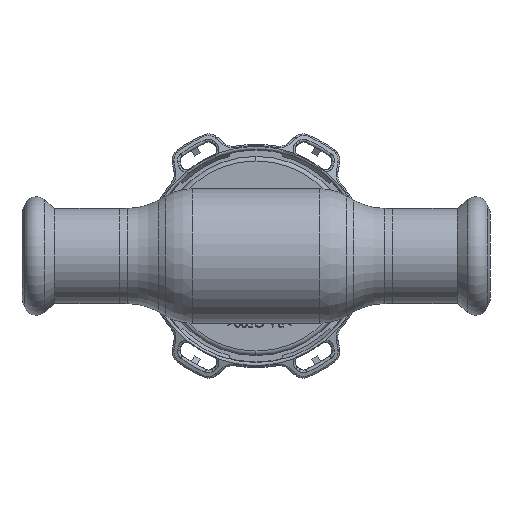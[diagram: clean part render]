
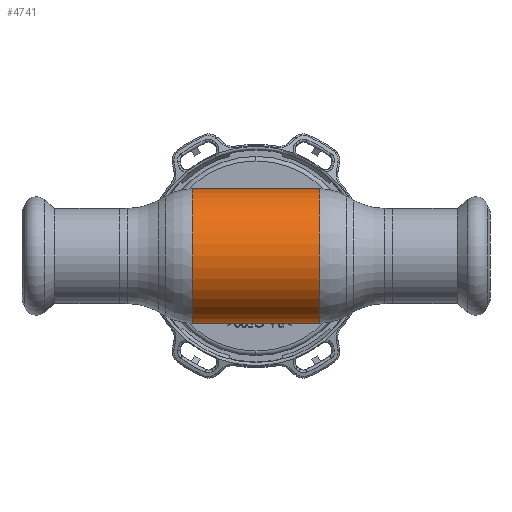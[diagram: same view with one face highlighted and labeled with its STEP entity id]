
A CAD part, front view. The second image highlights one B-rep face of the part: STEP entity #4741.
In plain terms, the highlighted cylindrical face has radius 15 mm (diameter 30 mm), a partial arc.
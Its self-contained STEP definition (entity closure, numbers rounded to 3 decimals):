
#67 = CARTESIAN_POINT ( 'NONE',  ( 14.285, 0., 0. ) ) ;
#1153 = VERTEX_POINT ( 'NONE', #17158 ) ;
#3481 = LINE ( 'NONE', #12871, #29006 ) ;
#4046 = DIRECTION ( 'NONE',  ( -1., 0., 0. ) ) ;
#4741 = ADVANCED_FACE ( 'NONE', ( #26911 ), #10728, .T. ) ;
#4776 = ORIENTED_EDGE ( 'NONE', *, *, #29848, .T. ) ;
#4806 = VERTEX_POINT ( 'NONE', #5688 ) ;
#5230 = CARTESIAN_POINT ( 'NONE',  ( -14.285, 0., 15. ) ) ;
#5688 = CARTESIAN_POINT ( 'NONE',  ( 14.285, 0., -15. ) ) ;
#6656 = DIRECTION ( 'NONE',  ( -1., 0., 0. ) ) ;
#7068 = DIRECTION ( 'NONE',  ( -1., 0., 0. ) ) ;
#7478 = CIRCLE ( 'NONE', #28441, 15. ) ;
#10728 = CYLINDRICAL_SURFACE ( 'NONE', #20809, 15. ) ;
#11174 = CIRCLE ( 'NONE', #32120, 15. ) ;
#12871 = CARTESIAN_POINT ( 'NONE',  ( -62.69, 0., -15. ) ) ;
#12960 = ORIENTED_EDGE ( 'NONE', *, *, #19982, .T. ) ;
#12973 = EDGE_CURVE ( 'NONE', #4806, #1153, #3481, .T. ) ;
#15735 = VERTEX_POINT ( 'NONE', #5230 ) ;
#15906 = CARTESIAN_POINT ( 'NONE',  ( -62.69, 0., 15. ) ) ;
#17158 = CARTESIAN_POINT ( 'NONE',  ( -14.285, 0., -15. ) ) ;
#19982 = EDGE_CURVE ( 'NONE', #4806, #25272, #7478, .T. ) ;
#20809 = AXIS2_PLACEMENT_3D ( 'NONE', #29759, #7068, #21288 ) ;
#20859 = CARTESIAN_POINT ( 'NONE',  ( -14.285, 0., 0. ) ) ;
#21288 = DIRECTION ( 'NONE',  ( 0., 0., 1. ) ) ;
#24353 = ORIENTED_EDGE ( 'NONE', *, *, #12973, .F. ) ;
#25272 = VERTEX_POINT ( 'NONE', #25421 ) ;
#25421 = CARTESIAN_POINT ( 'NONE',  ( 14.285, 0., 15. ) ) ;
#26911 = FACE_OUTER_BOUND ( 'NONE', #30805, .T. ) ;
#26915 = VECTOR ( 'NONE', #26964, 1000. ) ;
#26964 = DIRECTION ( 'NONE',  ( -1., 0., 0. ) ) ;
#27965 = ORIENTED_EDGE ( 'NONE', *, *, #33409, .F. ) ;
#28441 = AXIS2_PLACEMENT_3D ( 'NONE', #67, #34417, #31578 ) ;
#29006 = VECTOR ( 'NONE', #4046, 1000. ) ;
#29759 = CARTESIAN_POINT ( 'NONE',  ( -62.69, 0., 0. ) ) ;
#29848 = EDGE_CURVE ( 'NONE', #25272, #15735, #32413, .T. ) ;
#30805 = EDGE_LOOP ( 'NONE', ( #24353, #12960, #4776, #27965 ) ) ;
#31578 = DIRECTION ( 'NONE',  ( 0., 0., 1. ) ) ;
#32120 = AXIS2_PLACEMENT_3D ( 'NONE', #20859, #6656, #34464 ) ;
#32413 = LINE ( 'NONE', #15906, #26915 ) ;
#33409 = EDGE_CURVE ( 'NONE', #1153, #15735, #11174, .T. ) ;
#34417 = DIRECTION ( 'NONE',  ( -1., 0., 0. ) ) ;
#34464 = DIRECTION ( 'NONE',  ( 0., 0., 1. ) ) ;
